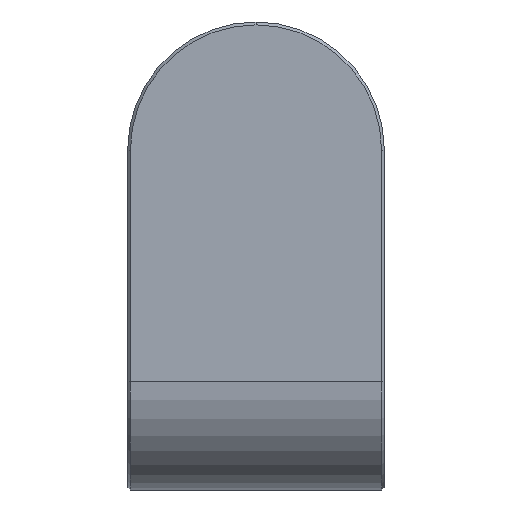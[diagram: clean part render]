
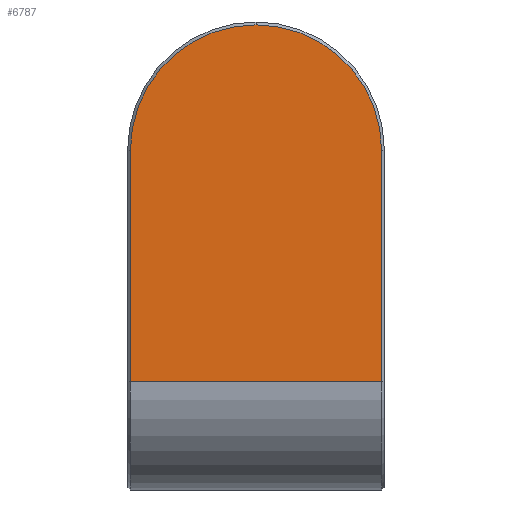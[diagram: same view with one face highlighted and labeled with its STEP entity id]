
A CAD part, left-side view. The second image highlights one B-rep face of the part: STEP entity #6787.
In plain terms, the highlighted planar face has unit normal (-1, 0, 0).
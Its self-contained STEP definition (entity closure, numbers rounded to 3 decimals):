
#561 = ORIENTED_EDGE ( 'NONE', *, *, #28085, .T. ) ;
#758 = VECTOR ( 'NONE', #25712, 1000. ) ;
#1116 = CARTESIAN_POINT ( 'NONE',  ( 0., -22., 19. ) ) ;
#3543 = CARTESIAN_POINT ( 'NONE',  ( 0., -22., 59.5 ) ) ;
#4847 = CARTESIAN_POINT ( 'NONE',  ( 0., 22.5, 19. ) ) ;
#4865 = CARTESIAN_POINT ( 'NONE',  ( 0., 0., 81.5 ) ) ;
#5437 = CARTESIAN_POINT ( 'NONE',  ( 0., 0., 59.5 ) ) ;
#5666 = LINE ( 'NONE', #3543, #27185 ) ;
#6375 = VERTEX_POINT ( 'NONE', #10779 ) ;
#6787 = ADVANCED_FACE ( 'NONE', ( #14650 ), #8968, .F. ) ;
#6966 = AXIS2_PLACEMENT_3D ( 'NONE', #29715, #8631, #14183 ) ;
#7214 = DIRECTION ( 'NONE',  ( 0., -1., 0. ) ) ;
#7920 = DIRECTION ( 'NONE',  ( -1., 0., 0. ) ) ;
#8297 = DIRECTION ( 'NONE',  ( -1., 0., 0. ) ) ;
#8631 = DIRECTION ( 'NONE',  ( 1., 0., 0. ) ) ;
#8643 = DIRECTION ( 'NONE',  ( 0., 0., -1. ) ) ;
#8968 = PLANE ( 'NONE',  #6966 ) ;
#9015 = EDGE_CURVE ( 'NONE', #10914, #33068, #30747, .T. ) ;
#10159 = CARTESIAN_POINT ( 'NONE',  ( 0., 22., 82. ) ) ;
#10479 = CIRCLE ( 'NONE', #16666, 22. ) ;
#10488 = ORIENTED_EDGE ( 'NONE', *, *, #20394, .T. ) ;
#10554 = VERTEX_POINT ( 'NONE', #17837 ) ;
#10779 = CARTESIAN_POINT ( 'NONE',  ( 0., 22., 59.5 ) ) ;
#10914 = VERTEX_POINT ( 'NONE', #27624 ) ;
#14183 = DIRECTION ( 'NONE',  ( 0., 0., -1. ) ) ;
#14650 = FACE_OUTER_BOUND ( 'NONE', #16913, .T. ) ;
#16666 = AXIS2_PLACEMENT_3D ( 'NONE', #29058, #8297, #8643 ) ;
#16913 = EDGE_LOOP ( 'NONE', ( #10488, #33251, #25871, #561, #29733 ) ) ;
#17801 = CIRCLE ( 'NONE', #29363, 22. ) ;
#17837 = CARTESIAN_POINT ( 'NONE',  ( 0., -22., 59.5 ) ) ;
#18622 = LINE ( 'NONE', #10159, #758 ) ;
#19596 = EDGE_CURVE ( 'NONE', #6375, #10914, #18622, .T. ) ;
#19618 = VERTEX_POINT ( 'NONE', #4865 ) ;
#20394 = EDGE_CURVE ( 'NONE', #19618, #6375, #10479, .T. ) ;
#23461 = VECTOR ( 'NONE', #7214, 1000. ) ;
#23570 = DIRECTION ( 'NONE',  ( 0., 0., -1. ) ) ;
#25712 = DIRECTION ( 'NONE',  ( 0., 0., -1. ) ) ;
#25871 = ORIENTED_EDGE ( 'NONE', *, *, #9015, .T. ) ;
#27185 = VECTOR ( 'NONE', #29269, 1000. ) ;
#27624 = CARTESIAN_POINT ( 'NONE',  ( 0., 22., 19. ) ) ;
#28085 = EDGE_CURVE ( 'NONE', #33068, #10554, #5666, .T. ) ;
#28699 = EDGE_CURVE ( 'NONE', #10554, #19618, #17801, .T. ) ;
#29058 = CARTESIAN_POINT ( 'NONE',  ( 0., 0., 59.5 ) ) ;
#29269 = DIRECTION ( 'NONE',  ( 0., 0., 1. ) ) ;
#29363 = AXIS2_PLACEMENT_3D ( 'NONE', #5437, #7920, #23570 ) ;
#29715 = CARTESIAN_POINT ( 'NONE',  ( 0., 22.5, 82. ) ) ;
#29733 = ORIENTED_EDGE ( 'NONE', *, *, #28699, .T. ) ;
#30747 = LINE ( 'NONE', #4847, #23461 ) ;
#33068 = VERTEX_POINT ( 'NONE', #1116 ) ;
#33251 = ORIENTED_EDGE ( 'NONE', *, *, #19596, .T. ) ;
